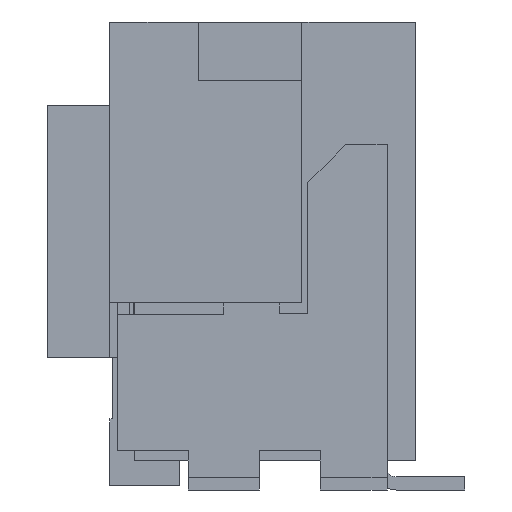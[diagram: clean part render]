
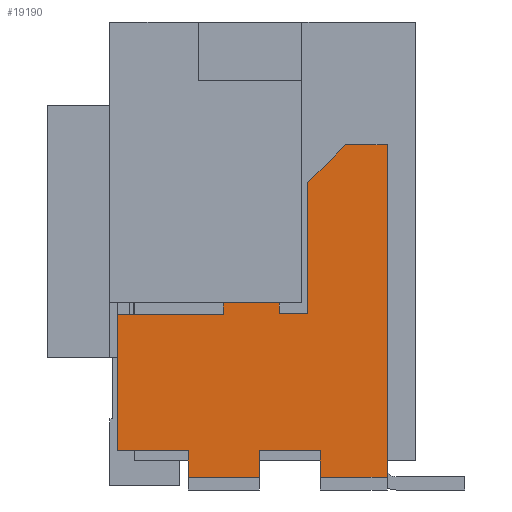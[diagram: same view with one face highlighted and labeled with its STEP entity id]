
A CAD part, left-side view. The second image highlights one B-rep face of the part: STEP entity #19190.
In plain terms, the highlighted planar face has unit normal (-1, 0, 0).
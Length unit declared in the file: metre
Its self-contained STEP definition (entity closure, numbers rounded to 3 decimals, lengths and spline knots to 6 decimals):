
#3854=ORIENTED_EDGE('',*,*,#6583,.T.);
#3855=ORIENTED_EDGE('',*,*,#5220,.F.);
#3856=ORIENTED_EDGE('',*,*,#6232,.F.);
#3857=ORIENTED_EDGE('',*,*,#5289,.F.);
#3858=ORIENTED_EDGE('',*,*,#5187,.F.);
#3859=ORIENTED_EDGE('',*,*,#5732,.F.);
#3860=ORIENTED_EDGE('',*,*,#5928,.T.);
#3861=ORIENTED_EDGE('',*,*,#5375,.F.);
#3862=ORIENTED_EDGE('',*,*,#5988,.F.);
#3863=ORIENTED_EDGE('',*,*,#6686,.F.);
#3864=ORIENTED_EDGE('',*,*,#5131,.F.);
#3865=ORIENTED_EDGE('',*,*,#6415,.F.);
#3866=ORIENTED_EDGE('',*,*,#6473,.F.);
#3867=ORIENTED_EDGE('',*,*,#6722,.F.);
#3868=ORIENTED_EDGE('',*,*,#5917,.F.);
#3869=ORIENTED_EDGE('',*,*,#6719,.F.);
#3870=ORIENTED_EDGE('',*,*,#6634,.F.);
#5131=EDGE_CURVE('',#7238,#7239,#8640,.T.);
#5187=EDGE_CURVE('',#7294,#7295,#8690,.T.);
#5220=EDGE_CURVE('',#7326,#7327,#8720,.T.);
#5289=EDGE_CURVE('',#7295,#7394,#8785,.T.);
#5375=EDGE_CURVE('',#7473,#7474,#8869,.T.);
#5732=EDGE_CURVE('',#7771,#7294,#9215,.T.);
#5917=EDGE_CURVE('',#7915,#7916,#9391,.T.);
#5928=EDGE_CURVE('',#7771,#7474,#9402,.T.);
#5988=EDGE_CURVE('',#7956,#7473,#9457,.T.);
#6232=EDGE_CURVE('',#7394,#7326,#9684,.T.);
#6415=EDGE_CURVE('',#8189,#7238,#9852,.T.);
#6473=EDGE_CURVE('',#8214,#8189,#9905,.T.);
#6583=EDGE_CURVE('',#8266,#7327,#10011,.T.);
#6634=EDGE_CURVE('',#8266,#8279,#10058,.T.);
#6686=EDGE_CURVE('',#7239,#7956,#10110,.T.);
#6719=EDGE_CURVE('',#8279,#7915,#10140,.T.);
#6722=EDGE_CURVE('',#7916,#8214,#10143,.T.);
#7238=VERTEX_POINT('',#24893);
#7239=VERTEX_POINT('',#24895);
#7294=VERTEX_POINT('',#25016);
#7295=VERTEX_POINT('',#25018);
#7326=VERTEX_POINT('',#25087);
#7327=VERTEX_POINT('',#25089);
#7394=VERTEX_POINT('',#25241);
#7473=VERTEX_POINT('',#25423);
#7474=VERTEX_POINT('',#25425);
#7771=VERTEX_POINT('',#26146);
#7915=VERTEX_POINT('',#26517);
#7916=VERTEX_POINT('',#26519);
#7956=VERTEX_POINT('',#26651);
#8189=VERTEX_POINT('',#27448);
#8214=VERTEX_POINT('',#27558);
#8266=VERTEX_POINT('',#27772);
#8279=VERTEX_POINT('',#27872);
#8640=LINE('',#24894,#10675);
#8690=LINE('',#25017,#10725);
#8720=LINE('',#25088,#10755);
#8785=LINE('',#25240,#10820);
#8869=LINE('',#25424,#10904);
#9215=LINE('',#26147,#11250);
#9391=LINE('',#26518,#11426);
#9402=LINE('',#26539,#11437);
#9457=LINE('',#26650,#11492);
#9684=LINE('',#27111,#11719);
#9852=LINE('',#27449,#11887);
#9905=LINE('',#27559,#11940);
#10011=LINE('',#27771,#12046);
#10058=LINE('',#27871,#12093);
#10110=LINE('',#27968,#12145);
#10140=LINE('',#28041,#12175);
#10143=LINE('',#28060,#12178);
#10675=VECTOR('',#20767,1.);
#10725=VECTOR('',#20851,1.);
#10755=VECTOR('',#20899,1.);
#10820=VECTOR('',#21004,1.);
#10904=VECTOR('',#21128,1.);
#11250=VECTOR('',#21632,1.);
#11426=VECTOR('',#21910,1.);
#11437=VECTOR('',#21927,1.);
#11492=VECTOR('',#22028,1.);
#11719=VECTOR('',#22417,1.);
#11887=VECTOR('',#22763,1.);
#11940=VECTOR('',#22880,1.);
#12046=VECTOR('',#23096,1.);
#12093=VECTOR('',#23223,1.);
#12145=VECTOR('',#23345,1.);
#12175=VECTOR('',#23457,1.);
#12178=VECTOR('',#23492,1.);
#13226=EDGE_LOOP('',(#3854,#3855,#3856,#3857,#3858,#3859,#3860,#3861,#3862,
#3863,#3864,#3865,#3866,#3867,#3868,#3869,#3870));
#14033=FACE_BOUND('',#13226,.T.);
#14781=PLANE('',#20305);
#19190=ADVANCED_FACE('',(#14033),#14781,.F.);
#20305=AXIS2_PLACEMENT_3D('',#28059,#23490,#23491);
#20767=DIRECTION('',(0.,1.,0.));
#20851=DIRECTION('',(0.,-1.,0.));
#20899=DIRECTION('',(0.,-1.,0.));
#21004=DIRECTION('',(0.,0.,1.));
#21128=DIRECTION('',(0.,0.,1.));
#21632=DIRECTION('',(0.,0.,-1.));
#21910=DIRECTION('',(0.,1.,0.));
#21927=DIRECTION('',(0.,1.,0.));
#22028=DIRECTION('',(0.,-1.,0.));
#22417=DIRECTION('',(0.,-0.707,0.707));
#22763=DIRECTION('',(0.,0.,1.));
#22880=DIRECTION('',(0.,1.,0.));
#23096=DIRECTION('',(0.,0.,1.));
#23223=DIRECTION('',(0.,1.,0.));
#23345=DIRECTION('',(0.,0.,1.));
#23457=DIRECTION('',(0.,0.,1.));
#23490=DIRECTION('',(1.,0.,0.));
#23491=DIRECTION('',(0.,1.,0.));
#23492=DIRECTION('',(0.,0.,-1.));
#24893=CARTESIAN_POINT('',(-0.009095,0.00089,-0.002505));
#24894=CARTESIAN_POINT('',(-0.009095,0.00089,-0.002505));
#24895=CARTESIAN_POINT('',(-0.009095,0.00174,-0.002505));
#25016=CARTESIAN_POINT('',(-0.009095,-0.0002,-0.000865));
#25017=CARTESIAN_POINT('',(-0.009095,-0.0002,-0.000865));
#25018=CARTESIAN_POINT('',(-0.009095,-0.00054,-0.000865));
#25087=CARTESIAN_POINT('',(-0.009095,-0.00099,0.001155));
#25088=CARTESIAN_POINT('',(-0.009095,-0.00099,0.001155));
#25089=CARTESIAN_POINT('',(-0.009095,-0.00149,0.001155));
#25240=CARTESIAN_POINT('',(-0.009095,-0.00054,-0.000865));
#25241=CARTESIAN_POINT('',(-0.009095,-0.00054,0.000705));
#25423=CARTESIAN_POINT('',(-0.009095,0.00047,-0.000875));
#25424=CARTESIAN_POINT('',(-0.009095,0.00047,-0.000875));
#25425=CARTESIAN_POINT('',(-0.009095,0.00047,-0.000735));
#26146=CARTESIAN_POINT('',(-0.009095,-0.0002,-0.000735));
#26147=CARTESIAN_POINT('',(-0.009095,-0.0002,-0.000735));
#26517=CARTESIAN_POINT('',(-0.009095,-0.00069,-0.002505));
#26518=CARTESIAN_POINT('',(-0.009095,-0.00069,-0.002505));
#26519=CARTESIAN_POINT('',(-0.009095,0.00004,-0.002505));
#26539=CARTESIAN_POINT('',(-0.009095,-0.0002,-0.000735));
#26650=CARTESIAN_POINT('',(-0.009095,0.00174,-0.000875));
#26651=CARTESIAN_POINT('',(-0.009095,0.00174,-0.000875));
#27111=CARTESIAN_POINT('',(-0.009095,-0.00054,0.000705));
#27448=CARTESIAN_POINT('',(-0.009095,0.00089,-0.002825));
#27449=CARTESIAN_POINT('',(-0.009095,0.00089,-0.002825));
#27558=CARTESIAN_POINT('',(-0.009095,0.00004,-0.002825));
#27559=CARTESIAN_POINT('',(-0.009095,0.00004,-0.002825));
#27771=CARTESIAN_POINT('',(-0.009095,-0.00149,-0.002825));
#27772=CARTESIAN_POINT('',(-0.009095,-0.00149,-0.002825));
#27871=CARTESIAN_POINT('',(-0.009095,-0.00149,-0.002825));
#27872=CARTESIAN_POINT('',(-0.009095,-0.00069,-0.002825));
#27968=CARTESIAN_POINT('',(-0.009095,0.00174,-0.002505));
#28041=CARTESIAN_POINT('',(-0.009095,-0.00069,-0.002825));
#28059=CARTESIAN_POINT('',(-0.009095,0.,-0.002625));
#28060=CARTESIAN_POINT('',(-0.009095,0.00004,-0.002505));
